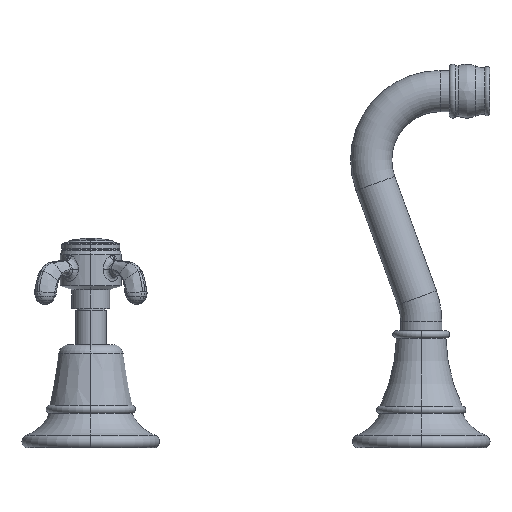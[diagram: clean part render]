
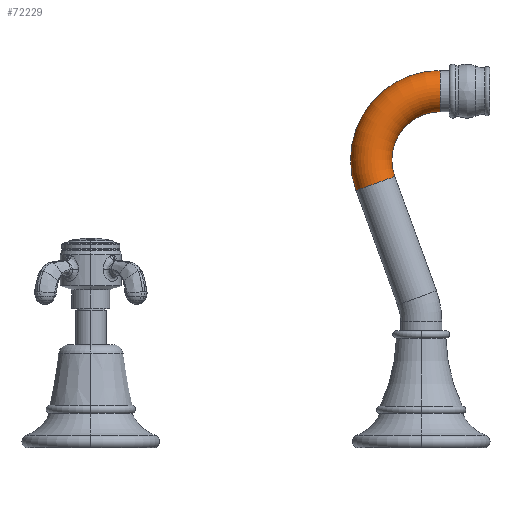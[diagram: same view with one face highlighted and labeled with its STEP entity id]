
A CAD part, left-side view. The second image highlights one B-rep face of the part: STEP entity #72229.
In plain terms, the highlighted toroidal (fillet/blend) face has major radius 31.75 mm and minor radius 9.525 mm.
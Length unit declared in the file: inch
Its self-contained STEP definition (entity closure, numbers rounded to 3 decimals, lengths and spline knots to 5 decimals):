
#71511=CARTESIAN_POINT('',(0.,0.83206,4.80147));
#71512=DIRECTION('',(0.,0.342,0.94));
#71513=DIRECTION('',(0.,0.94,-0.342));
#71514=AXIS2_PLACEMENT_3D('',#71511,#71512,#71513);
#71519=CARTESIAN_POINT('',(0.,-0.34256,5.229));
#71520=DIRECTION('',(1.,0.,0.));
#71521=DIRECTION('',(0.,0.94,-0.342));
#71522=AXIS2_PLACEMENT_3D('',#71519,#71520,#71521);
#71535=CARTESIAN_POINT('',(0.,-0.34256,5.229));
#71536=DIRECTION('',(1.,0.,0.));
#71537=DIRECTION('',(0.,0.94,-0.342));
#71538=AXIS2_PLACEMENT_3D('',#71535,#71536,#71537);
#71750=CARTESIAN_POINT('',(0.,-0.34256,6.479));
#71751=DIRECTION('',(0.,-1.,0.));
#71752=DIRECTION('',(0.,0.,1.));
#71753=AXIS2_PLACEMENT_3D('',#71750,#71751,#71752);
#71797=CARTESIAN_POINT('',(0.,0.47968,4.92973));
#71798=CARTESIAN_POINT('',(0.,1.18444,4.67322));
#71799=VERTEX_POINT('',#71797);
#71800=VERTEX_POINT('',#71798);
#71801=CARTESIAN_POINT('',(0.,-0.34256,6.104));
#71802=CARTESIAN_POINT('',(0.,-0.34256,6.854));
#71803=VERTEX_POINT('',#71801);
#71804=VERTEX_POINT('',#71802);
#72215=CARTESIAN_POINT('',(0.,-0.34256,5.229));
#72216=DIRECTION('',(1.,0.,0.));
#72217=DIRECTION('',(0.,-0.94,0.342));
#72218=AXIS2_PLACEMENT_3D('',#72215,#72216,#72217);
#72219=TOROIDAL_SURFACE('',#72218,1.25,0.375);
#72220=ORIENTED_EDGE('',*,*,#72202,.F.);
#72222=ORIENTED_EDGE('',*,*,#72221,.T.);
#72224=ORIENTED_EDGE('',*,*,#72223,.T.);
#72226=ORIENTED_EDGE('',*,*,#72225,.F.);
#72227=EDGE_LOOP('',(#72220,#72222,#72224,#72226));
#72228=FACE_OUTER_BOUND('',#72227,.F.);
#71515=CIRCLE('',#71514,0.375);
#71523=CIRCLE('',#71522,1.625);
#71539=CIRCLE('',#71538,0.875);
#71754=CIRCLE('',#71753,0.375);
#72202=EDGE_CURVE('',#71800,#71799,#71515,.T.);
#72221=EDGE_CURVE('',#71800,#71804,#71523,.T.);
#72223=EDGE_CURVE('',#71804,#71803,#71754,.T.);
#72225=EDGE_CURVE('',#71799,#71803,#71539,.T.);
#72229=ADVANCED_FACE('',(#72228),#72219,.T.);
